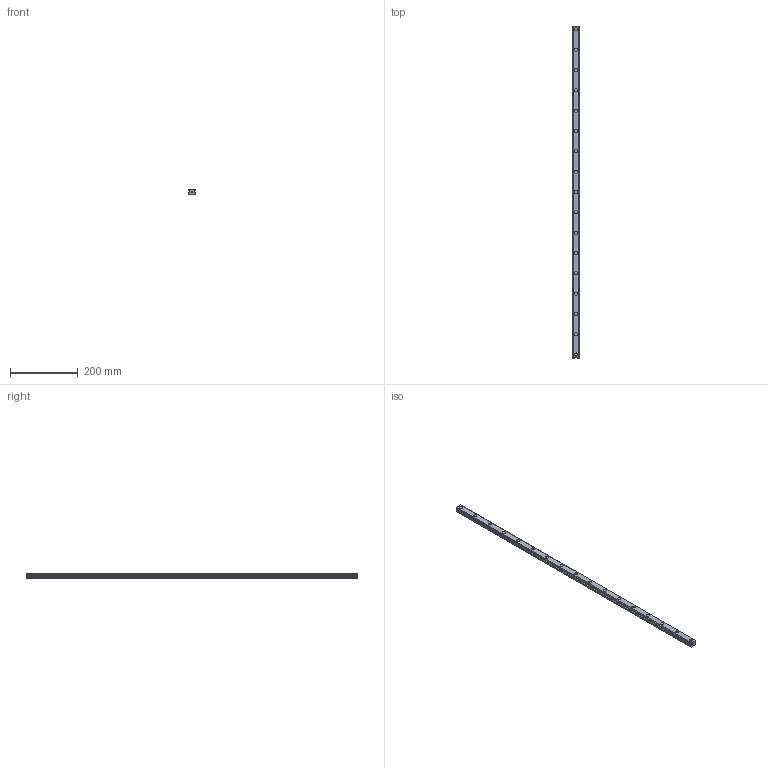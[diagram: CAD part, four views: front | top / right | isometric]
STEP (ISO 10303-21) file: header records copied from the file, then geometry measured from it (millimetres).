
FILE_DESCRIPTION(('STEP AP214'),'1');
FILE_NAME('cctmp_50CAFA51-9AC6-4101-8609-9215E14AE785_2021_02_03_14_01_44_0293..stp','2021-02-03T13:01:44',('HIWIN GmbH'),('CADClick - www.CADClick.com'),'Spatial InterOp 3D',' ','unknown authorization');
FILE_SCHEMA(('AUTOMOTIVE_DESIGN'));
Length unit declared in the file: millimetre
Products named in the file (1): EGR20R980C_FILE
Bounding box: 20 x 980 x 15.5 mm (x, y, z)
Volume: 262503.6 mm3; surface area: 79027.6 mm2
Topology: 1 solids, 1 shells, 307 faces, 733 edges, 466 vertices
Faces by surface type: plane 187, cylinder 120
Entity records: 11391 total; most frequent: DIRECTION 1657, CARTESIAN_POINT 1507, ORIENTED_EDGE 1466, EDGE_CURVE 733, AXIS2_PLACEMENT_3D 616, VERTEX_POINT 466, LINE 425, VECTOR 425
